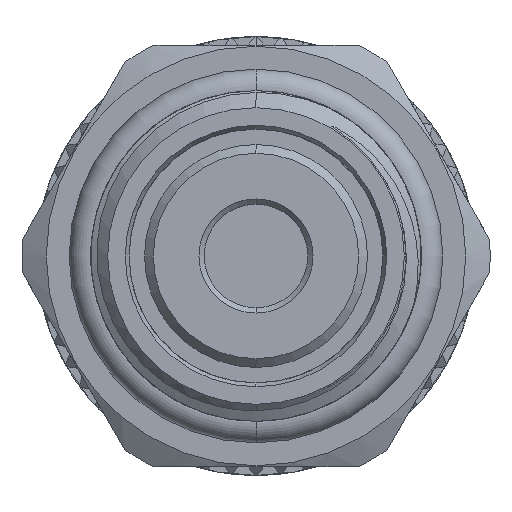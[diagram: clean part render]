
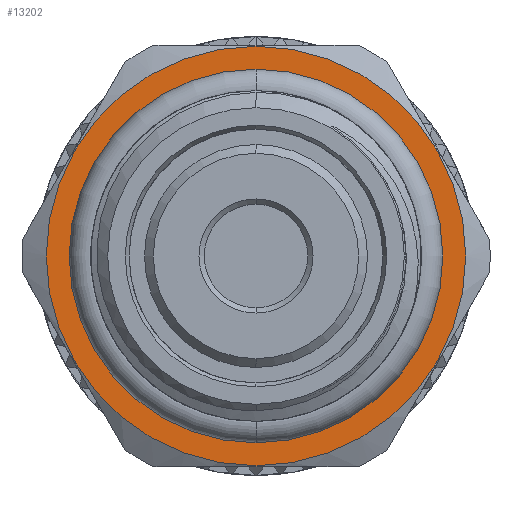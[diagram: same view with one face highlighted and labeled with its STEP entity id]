
A CAD part, left-side view. The second image highlights one B-rep face of the part: STEP entity #13202.
In plain terms, the highlighted planar face has unit normal (-1, 0, 0).
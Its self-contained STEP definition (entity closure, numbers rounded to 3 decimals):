
#547 = FACE_OUTER_BOUND ( 'NONE', #4658, .T. ) ;
#635 = EDGE_CURVE ( 'NONE', #1461, #14795, #19820, .T. ) ;
#1234 = AXIS2_PLACEMENT_3D ( 'NONE', #21648, #24383, #32816 ) ;
#1461 = VERTEX_POINT ( 'NONE', #30879 ) ;
#1780 = AXIS2_PLACEMENT_3D ( 'NONE', #14595, #12156, #20434 ) ;
#2261 = CIRCLE ( 'NONE', #33663, 11.95 ) ;
#4658 = EDGE_LOOP ( 'NONE', ( #33613, #11569 ) ) ;
#4732 = EDGE_CURVE ( 'NONE', #15828, #33172, #2261, .T. ) ;
#4972 = CARTESIAN_POINT ( 'NONE',  ( -3.2, 0., 0. ) ) ;
#5604 = CIRCLE ( 'NONE', #20595, 11.95 ) ;
#6013 = CARTESIAN_POINT ( 'NONE',  ( -3.2, 0., -11.95 ) ) ;
#6289 = CARTESIAN_POINT ( 'NONE',  ( -3.2, 0., 0. ) ) ;
#6903 = AXIS2_PLACEMENT_3D ( 'NONE', #4972, #16342, #24572 ) ;
#8280 = EDGE_CURVE ( 'NONE', #33172, #15828, #5604, .T. ) ;
#9356 = DIRECTION ( 'NONE',  ( -1., 0., 0. ) ) ;
#11308 = DIRECTION ( 'NONE',  ( -1., 0., 0. ) ) ;
#11569 = ORIENTED_EDGE ( 'NONE', *, *, #8280, .T. ) ;
#11818 = DIRECTION ( 'NONE',  ( 0., 0., 1. ) ) ;
#12156 = DIRECTION ( 'NONE',  ( -1., 0., 0. ) ) ;
#13202 = ADVANCED_FACE ( 'NONE', ( #547, #27665 ), #23151, .T. ) ;
#13710 = EDGE_CURVE ( 'NONE', #14795, #1461, #26221, .T. ) ;
#14401 = ORIENTED_EDGE ( 'NONE', *, *, #635, .F. ) ;
#14595 = CARTESIAN_POINT ( 'NONE',  ( -3.2, 11.95, 0. ) ) ;
#14795 = VERTEX_POINT ( 'NONE', #35346 ) ;
#15828 = VERTEX_POINT ( 'NONE', #33332 ) ;
#16342 = DIRECTION ( 'NONE',  ( -1., 0., 0. ) ) ;
#19820 = CIRCLE ( 'NONE', #1234, 8.395 ) ;
#20434 = DIRECTION ( 'NONE',  ( 0., 0., 1. ) ) ;
#20595 = AXIS2_PLACEMENT_3D ( 'NONE', #30733, #11308, #33561 ) ;
#21648 = CARTESIAN_POINT ( 'NONE',  ( -3.2, 0., 0. ) ) ;
#23151 = PLANE ( 'NONE',  #1780 ) ;
#24383 = DIRECTION ( 'NONE',  ( -1., 0., 0. ) ) ;
#24572 = DIRECTION ( 'NONE',  ( 0., 0., 1. ) ) ;
#26221 = CIRCLE ( 'NONE', #6903, 8.395 ) ;
#26522 = EDGE_LOOP ( 'NONE', ( #14401, #29173 ) ) ;
#27665 = FACE_BOUND ( 'NONE', #26522, .T. ) ;
#29173 = ORIENTED_EDGE ( 'NONE', *, *, #13710, .F. ) ;
#30733 = CARTESIAN_POINT ( 'NONE',  ( -3.2, 0., 0. ) ) ;
#30879 = CARTESIAN_POINT ( 'NONE',  ( -3.2, 0., 8.395 ) ) ;
#32816 = DIRECTION ( 'NONE',  ( 0., 0., 1. ) ) ;
#33172 = VERTEX_POINT ( 'NONE', #6013 ) ;
#33332 = CARTESIAN_POINT ( 'NONE',  ( -3.2, 0., 11.95 ) ) ;
#33561 = DIRECTION ( 'NONE',  ( 0., 0., 1. ) ) ;
#33613 = ORIENTED_EDGE ( 'NONE', *, *, #4732, .T. ) ;
#33663 = AXIS2_PLACEMENT_3D ( 'NONE', #6289, #9356, #11818 ) ;
#35346 = CARTESIAN_POINT ( 'NONE',  ( -3.2, 0., -8.395 ) ) ;
